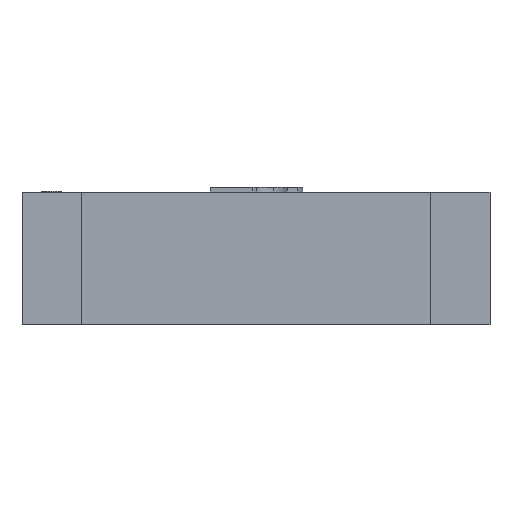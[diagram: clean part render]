
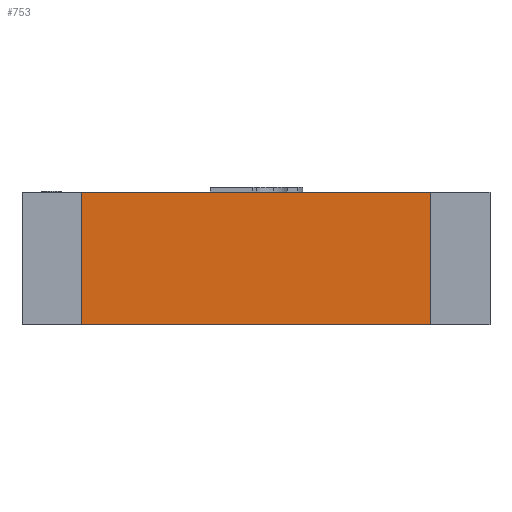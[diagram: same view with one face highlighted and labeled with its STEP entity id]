
A CAD part, front view. The second image highlights one B-rep face of the part: STEP entity #753.
In plain terms, the highlighted planar face has unit normal (0, -1, 0).
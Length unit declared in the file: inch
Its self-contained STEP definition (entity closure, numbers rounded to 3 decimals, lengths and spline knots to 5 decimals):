
#343 = VERTEX_POINT('',#344);
#344 = CARTESIAN_POINT('',(0.06949,-0.06713,
    0.));
#358 = PLANE('',#359);
#359 = AXIS2_PLACEMENT_3D('',#360,#361,#362);
#360 = CARTESIAN_POINT('',(0.06949,-0.06713,
    0.));
#361 = DIRECTION('',(-0.,-1.,-0.));
#362 = DIRECTION('',(-1.,0.,0.));
#426 = VERTEX_POINT('',#427);
#427 = CARTESIAN_POINT('',(0.06949,-0.06713,
    0.05276));
#549 = PLANE('',#550);
#550 = AXIS2_PLACEMENT_3D('',#551,#552,#553);
#551 = CARTESIAN_POINT('',(-0.06949,-0.06713,0.));
#552 = DIRECTION('',(0.,0.,1.));
#553 = DIRECTION('',(1.,0.,0.));
#566 = EDGE_CURVE('',#343,#426,#567,.T.);
#567 = SURFACE_CURVE('',#568,(#572,#579),.PCURVE_S1.);
#568 = LINE('',#569,#570);
#569 = CARTESIAN_POINT('',(0.06949,-0.06713,
    0.));
#570 = VECTOR('',#571,0.03937);
#571 = DIRECTION('',(0.,0.,1.));
#572 = PCURVE('',#358,#573);
#573 = DEFINITIONAL_REPRESENTATION('',(#574),#578);
#574 = LINE('',#575,#576);
#575 = CARTESIAN_POINT('',(-0.,0.));
#576 = VECTOR('',#577,1.);
#577 = DIRECTION('',(-0.,-1.));
#578 = ( GEOMETRIC_REPRESENTATION_CONTEXT(2) 
PARAMETRIC_REPRESENTATION_CONTEXT() REPRESENTATION_CONTEXT('2D SPACE',''
  ) );
#579 = PCURVE('',#580,#585);
#580 = PLANE('',#581);
#581 = AXIS2_PLACEMENT_3D('',#582,#583,#584);
#582 = CARTESIAN_POINT('',(-0.06949,-0.06713,0.));
#583 = DIRECTION('',(0.,1.,0.));
#584 = DIRECTION('',(0.,0.,1.));
#585 = DEFINITIONAL_REPRESENTATION('',(#586),#590);
#586 = LINE('',#587,#588);
#587 = CARTESIAN_POINT('',(0.,0.139));
#588 = VECTOR('',#589,1.);
#589 = DIRECTION('',(1.,0.));
#590 = ( GEOMETRIC_REPRESENTATION_CONTEXT(2) 
PARAMETRIC_REPRESENTATION_CONTEXT() REPRESENTATION_CONTEXT('2D SPACE',''
  ) );
#611 = PLANE('',#612);
#612 = AXIS2_PLACEMENT_3D('',#613,#614,#615);
#613 = CARTESIAN_POINT('',(-0.06949,-0.06713,
    0.05276));
#614 = DIRECTION('',(0.,0.,1.));
#615 = DIRECTION('',(1.,0.,0.));
#705 = VERTEX_POINT('',#706);
#706 = CARTESIAN_POINT('',(-0.06949,-0.06713,
    0.));
#732 = EDGE_CURVE('',#705,#343,#733,.T.);
#733 = SURFACE_CURVE('',#734,(#738,#745),.PCURVE_S1.);
#734 = LINE('',#735,#736);
#735 = CARTESIAN_POINT('',(-0.06949,-0.06713,0.));
#736 = VECTOR('',#737,0.03937);
#737 = DIRECTION('',(1.,0.,0.));
#738 = PCURVE('',#549,#739);
#739 = DEFINITIONAL_REPRESENTATION('',(#740),#744);
#740 = LINE('',#741,#742);
#741 = CARTESIAN_POINT('',(0.,0.));
#742 = VECTOR('',#743,1.);
#743 = DIRECTION('',(1.,0.));
#744 = ( GEOMETRIC_REPRESENTATION_CONTEXT(2) 
PARAMETRIC_REPRESENTATION_CONTEXT() REPRESENTATION_CONTEXT('2D SPACE',''
  ) );
#745 = PCURVE('',#580,#746);
#746 = DEFINITIONAL_REPRESENTATION('',(#747),#751);
#747 = LINE('',#748,#749);
#748 = CARTESIAN_POINT('',(0.,0.));
#749 = VECTOR('',#750,1.);
#750 = DIRECTION('',(0.,1.));
#751 = ( GEOMETRIC_REPRESENTATION_CONTEXT(2) 
PARAMETRIC_REPRESENTATION_CONTEXT() REPRESENTATION_CONTEXT('2D SPACE',''
  ) );
#753 = ADVANCED_FACE('',(#754),#580,.F.);
#754 = FACE_BOUND('',#755,.F.);
#755 = EDGE_LOOP('',(#756,#757,#785,#806));
#756 = ORIENTED_EDGE('',*,*,#732,.F.);
#757 = ORIENTED_EDGE('',*,*,#758,.T.);
#758 = EDGE_CURVE('',#705,#759,#761,.T.);
#759 = VERTEX_POINT('',#760);
#760 = CARTESIAN_POINT('',(-0.06949,-0.06713,
    0.05276));
#761 = SURFACE_CURVE('',#762,(#766,#773),.PCURVE_S1.);
#762 = LINE('',#763,#764);
#763 = CARTESIAN_POINT('',(-0.06949,-0.06713,
    0.));
#764 = VECTOR('',#765,0.03937);
#765 = DIRECTION('',(0.,0.,1.));
#766 = PCURVE('',#580,#767);
#767 = DEFINITIONAL_REPRESENTATION('',(#768),#772);
#768 = LINE('',#769,#770);
#769 = CARTESIAN_POINT('',(0.,0.));
#770 = VECTOR('',#771,1.);
#771 = DIRECTION('',(1.,0.));
#772 = ( GEOMETRIC_REPRESENTATION_CONTEXT(2) 
PARAMETRIC_REPRESENTATION_CONTEXT() REPRESENTATION_CONTEXT('2D SPACE',''
  ) );
#773 = PCURVE('',#774,#779);
#774 = PLANE('',#775);
#775 = AXIS2_PLACEMENT_3D('',#776,#777,#778);
#776 = CARTESIAN_POINT('',(-0.06949,-0.06713,
    0.));
#777 = DIRECTION('',(0.,-1.,0.));
#778 = DIRECTION('',(-1.,0.,0.));
#779 = DEFINITIONAL_REPRESENTATION('',(#780),#784);
#780 = LINE('',#781,#782);
#781 = CARTESIAN_POINT('',(0.,-0.));
#782 = VECTOR('',#783,1.);
#783 = DIRECTION('',(0.,-1.));
#784 = ( GEOMETRIC_REPRESENTATION_CONTEXT(2) 
PARAMETRIC_REPRESENTATION_CONTEXT() REPRESENTATION_CONTEXT('2D SPACE',''
  ) );
#785 = ORIENTED_EDGE('',*,*,#786,.T.);
#786 = EDGE_CURVE('',#759,#426,#787,.T.);
#787 = SURFACE_CURVE('',#788,(#792,#799),.PCURVE_S1.);
#788 = LINE('',#789,#790);
#789 = CARTESIAN_POINT('',(-0.06949,-0.06713,
    0.05276));
#790 = VECTOR('',#791,0.03937);
#791 = DIRECTION('',(1.,0.,0.));
#792 = PCURVE('',#580,#793);
#793 = DEFINITIONAL_REPRESENTATION('',(#794),#798);
#794 = LINE('',#795,#796);
#795 = CARTESIAN_POINT('',(0.053,0.));
#796 = VECTOR('',#797,1.);
#797 = DIRECTION('',(0.,1.));
#798 = ( GEOMETRIC_REPRESENTATION_CONTEXT(2) 
PARAMETRIC_REPRESENTATION_CONTEXT() REPRESENTATION_CONTEXT('2D SPACE',''
  ) );
#799 = PCURVE('',#611,#800);
#800 = DEFINITIONAL_REPRESENTATION('',(#801),#805);
#801 = LINE('',#802,#803);
#802 = CARTESIAN_POINT('',(0.,0.));
#803 = VECTOR('',#804,1.);
#804 = DIRECTION('',(1.,0.));
#805 = ( GEOMETRIC_REPRESENTATION_CONTEXT(2) 
PARAMETRIC_REPRESENTATION_CONTEXT() REPRESENTATION_CONTEXT('2D SPACE',''
  ) );
#806 = ORIENTED_EDGE('',*,*,#566,.F.);
